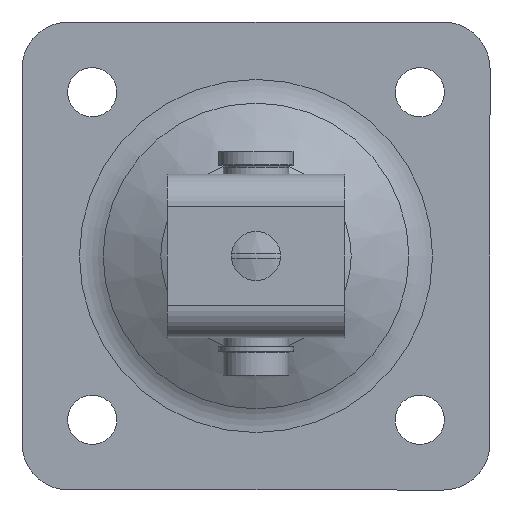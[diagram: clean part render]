
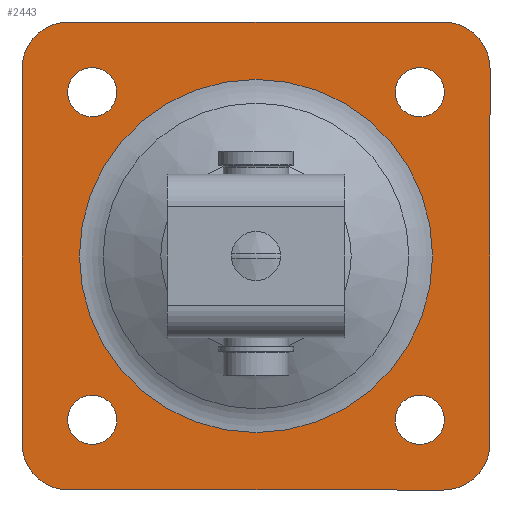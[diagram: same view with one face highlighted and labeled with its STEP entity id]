
A CAD part, front view. The second image highlights one B-rep face of the part: STEP entity #2443.
In plain terms, the highlighted face is planar.
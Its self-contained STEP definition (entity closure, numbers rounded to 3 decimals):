
#201=FACE_BOUND('',#459,.T.);
#202=FACE_BOUND('',#460,.T.);
#203=FACE_BOUND('',#461,.T.);
#204=FACE_BOUND('',#462,.T.);
#205=FACE_BOUND('',#463,.T.);
#234=PLANE('',#2804);
#299=FACE_OUTER_BOUND('',#458,.T.);
#458=EDGE_LOOP('',(#1816,#1817,#1818,#1819,#1820,#1821,#1822,#1823));
#459=EDGE_LOOP('',(#1824,#1825));
#460=EDGE_LOOP('',(#1826,#1827));
#461=EDGE_LOOP('',(#1828,#1829));
#462=EDGE_LOOP('',(#1830,#1831));
#463=EDGE_LOOP('',(#1832,#1833));
#622=LINE('',#3975,#754);
#623=LINE('',#3979,#755);
#624=LINE('',#3983,#756);
#625=LINE('',#3986,#757);
#754=VECTOR('',#3270,10.);
#755=VECTOR('',#3273,10.);
#756=VECTOR('',#3276,10.);
#757=VECTOR('',#3279,10.);
#904=CIRCLE('',#2796,37.723);
#905=CIRCLE('',#2797,37.723);
#911=CIRCLE('',#2805,10.);
#912=CIRCLE('',#2806,10.);
#913=CIRCLE('',#2807,10.);
#914=CIRCLE('',#2808,10.);
#915=CIRCLE('',#2809,5.25);
#916=CIRCLE('',#2810,5.25);
#917=CIRCLE('',#2811,5.25);
#918=CIRCLE('',#2812,5.25);
#919=CIRCLE('',#2813,5.25);
#920=CIRCLE('',#2814,5.25);
#921=CIRCLE('',#2815,5.25);
#922=CIRCLE('',#2816,5.25);
#1071=VERTEX_POINT('',#3954);
#1072=VERTEX_POINT('',#3956);
#1077=VERTEX_POINT('',#3971);
#1078=VERTEX_POINT('',#3972);
#1079=VERTEX_POINT('',#3974);
#1080=VERTEX_POINT('',#3976);
#1081=VERTEX_POINT('',#3978);
#1082=VERTEX_POINT('',#3980);
#1083=VERTEX_POINT('',#3982);
#1084=VERTEX_POINT('',#3984);
#1085=VERTEX_POINT('',#3987);
#1086=VERTEX_POINT('',#3988);
#1087=VERTEX_POINT('',#3991);
#1088=VERTEX_POINT('',#3992);
#1089=VERTEX_POINT('',#3995);
#1090=VERTEX_POINT('',#3996);
#1091=VERTEX_POINT('',#3999);
#1092=VERTEX_POINT('',#4000);
#1344=EDGE_CURVE('',#1071,#1072,#904,.T.);
#1345=EDGE_CURVE('',#1072,#1071,#905,.T.);
#1352=EDGE_CURVE('',#1077,#1078,#911,.T.);
#1353=EDGE_CURVE('',#1077,#1079,#622,.T.);
#1354=EDGE_CURVE('',#1080,#1079,#912,.T.);
#1355=EDGE_CURVE('',#1080,#1081,#623,.T.);
#1356=EDGE_CURVE('',#1082,#1081,#913,.T.);
#1357=EDGE_CURVE('',#1082,#1083,#624,.T.);
#1358=EDGE_CURVE('',#1084,#1083,#914,.T.);
#1359=EDGE_CURVE('',#1084,#1078,#625,.T.);
#1360=EDGE_CURVE('',#1085,#1086,#915,.T.);
#1361=EDGE_CURVE('',#1086,#1085,#916,.T.);
#1362=EDGE_CURVE('',#1087,#1088,#917,.T.);
#1363=EDGE_CURVE('',#1088,#1087,#918,.T.);
#1364=EDGE_CURVE('',#1089,#1090,#919,.T.);
#1365=EDGE_CURVE('',#1090,#1089,#920,.T.);
#1366=EDGE_CURVE('',#1091,#1092,#921,.T.);
#1367=EDGE_CURVE('',#1092,#1091,#922,.T.);
#1816=ORIENTED_EDGE('',*,*,#1352,.F.);
#1817=ORIENTED_EDGE('',*,*,#1353,.T.);
#1818=ORIENTED_EDGE('',*,*,#1354,.F.);
#1819=ORIENTED_EDGE('',*,*,#1355,.T.);
#1820=ORIENTED_EDGE('',*,*,#1356,.F.);
#1821=ORIENTED_EDGE('',*,*,#1357,.T.);
#1822=ORIENTED_EDGE('',*,*,#1358,.F.);
#1823=ORIENTED_EDGE('',*,*,#1359,.T.);
#1824=ORIENTED_EDGE('',*,*,#1360,.T.);
#1825=ORIENTED_EDGE('',*,*,#1361,.T.);
#1826=ORIENTED_EDGE('',*,*,#1362,.T.);
#1827=ORIENTED_EDGE('',*,*,#1363,.T.);
#1828=ORIENTED_EDGE('',*,*,#1364,.T.);
#1829=ORIENTED_EDGE('',*,*,#1365,.T.);
#1830=ORIENTED_EDGE('',*,*,#1366,.T.);
#1831=ORIENTED_EDGE('',*,*,#1367,.T.);
#1832=ORIENTED_EDGE('',*,*,#1345,.F.);
#1833=ORIENTED_EDGE('',*,*,#1344,.F.);
#2443=ADVANCED_FACE('',(#299,#201,#202,#203,#204,#205),#234,.T.);
#2796=AXIS2_PLACEMENT_3D('',#3957,#3249,#3250);
#2797=AXIS2_PLACEMENT_3D('',#3958,#3251,#3252);
#2804=AXIS2_PLACEMENT_3D('',#3970,#3266,#3267);
#2805=AXIS2_PLACEMENT_3D('',#3973,#3268,#3269);
#2806=AXIS2_PLACEMENT_3D('',#3977,#3271,#3272);
#2807=AXIS2_PLACEMENT_3D('',#3981,#3274,#3275);
#2808=AXIS2_PLACEMENT_3D('',#3985,#3277,#3278);
#2809=AXIS2_PLACEMENT_3D('',#3989,#3280,#3281);
#2810=AXIS2_PLACEMENT_3D('',#3990,#3282,#3283);
#2811=AXIS2_PLACEMENT_3D('',#3993,#3284,#3285);
#2812=AXIS2_PLACEMENT_3D('',#3994,#3286,#3287);
#2813=AXIS2_PLACEMENT_3D('',#3997,#3288,#3289);
#2814=AXIS2_PLACEMENT_3D('',#3998,#3290,#3291);
#2815=AXIS2_PLACEMENT_3D('',#4001,#3292,#3293);
#2816=AXIS2_PLACEMENT_3D('',#4002,#3294,#3295);
#3249=DIRECTION('center_axis',(0.,0.,1.));
#3250=DIRECTION('ref_axis',(0.,-1.,0.));
#3251=DIRECTION('center_axis',(0.,0.,1.));
#3252=DIRECTION('ref_axis',(0.,-1.,0.));
#3266=DIRECTION('center_axis',(0.,0.,1.));
#3267=DIRECTION('ref_axis',(1.,0.,0.));
#3268=DIRECTION('center_axis',(0.,0.,-1.));
#3269=DIRECTION('ref_axis',(0.,-1.,0.));
#3270=DIRECTION('',(0.,1.,0.));
#3271=DIRECTION('center_axis',(0.,0.,-1.));
#3272=DIRECTION('ref_axis',(0.,1.,0.));
#3273=DIRECTION('',(-1.,0.,0.));
#3274=DIRECTION('center_axis',(0.,0.,-1.));
#3275=DIRECTION('ref_axis',(0.,1.,0.));
#3276=DIRECTION('',(0.,-1.,0.));
#3277=DIRECTION('center_axis',(0.,0.,-1.));
#3278=DIRECTION('ref_axis',(0.,-1.,0.));
#3279=DIRECTION('',(1.,0.,0.));
#3280=DIRECTION('center_axis',(0.,0.,-1.));
#3281=DIRECTION('ref_axis',(1.,0.,0.));
#3282=DIRECTION('center_axis',(0.,0.,-1.));
#3283=DIRECTION('ref_axis',(1.,0.,0.));
#3284=DIRECTION('center_axis',(0.,0.,-1.));
#3285=DIRECTION('ref_axis',(1.,0.,0.));
#3286=DIRECTION('center_axis',(0.,0.,-1.));
#3287=DIRECTION('ref_axis',(1.,0.,0.));
#3288=DIRECTION('center_axis',(0.,0.,-1.));
#3289=DIRECTION('ref_axis',(1.,0.,0.));
#3290=DIRECTION('center_axis',(0.,0.,-1.));
#3291=DIRECTION('ref_axis',(1.,0.,0.));
#3292=DIRECTION('center_axis',(0.,0.,-1.));
#3293=DIRECTION('ref_axis',(1.,0.,0.));
#3294=DIRECTION('center_axis',(0.,0.,-1.));
#3295=DIRECTION('ref_axis',(1.,0.,0.));
#3954=CARTESIAN_POINT('',(37.723,0.,5.));
#3956=CARTESIAN_POINT('',(0.,37.723,5.));
#3957=CARTESIAN_POINT('Origin',(0.,0.,5.));
#3958=CARTESIAN_POINT('Origin',(0.,0.,5.));
#3970=CARTESIAN_POINT('Origin',(0.,52.855,5.));
#3971=CARTESIAN_POINT('',(50.,-40.,5.));
#3972=CARTESIAN_POINT('',(40.,-50.,5.));
#3973=CARTESIAN_POINT('Origin',(40.,-40.,5.));
#3974=CARTESIAN_POINT('',(50.,40.,5.));
#3975=CARTESIAN_POINT('',(50.,1.428,5.));
#3976=CARTESIAN_POINT('',(40.,50.,5.));
#3977=CARTESIAN_POINT('Origin',(40.,40.,5.));
#3978=CARTESIAN_POINT('',(-40.,50.,5.));
#3979=CARTESIAN_POINT('',(25.,50.,5.));
#3980=CARTESIAN_POINT('',(-50.,40.,5.));
#3981=CARTESIAN_POINT('Origin',(-40.,40.,5.));
#3982=CARTESIAN_POINT('',(-50.,-40.,5.));
#3983=CARTESIAN_POINT('',(-50.,51.428,5.));
#3984=CARTESIAN_POINT('',(-40.,-50.,5.));
#3985=CARTESIAN_POINT('Origin',(-40.,-40.,5.));
#3986=CARTESIAN_POINT('',(-25.,-50.,5.));
#3987=CARTESIAN_POINT('',(-29.75,35.,5.));
#3988=CARTESIAN_POINT('',(-40.25,35.,5.));
#3989=CARTESIAN_POINT('Origin',(-35.,35.,5.));
#3990=CARTESIAN_POINT('Origin',(-35.,35.,5.));
#3991=CARTESIAN_POINT('',(40.25,-35.,5.));
#3992=CARTESIAN_POINT('',(29.75,-35.,5.));
#3993=CARTESIAN_POINT('Origin',(35.,-35.,5.));
#3994=CARTESIAN_POINT('Origin',(35.,-35.,5.));
#3995=CARTESIAN_POINT('',(-29.75,-35.,5.));
#3996=CARTESIAN_POINT('',(-40.25,-35.,5.));
#3997=CARTESIAN_POINT('Origin',(-35.,-35.,5.));
#3998=CARTESIAN_POINT('Origin',(-35.,-35.,5.));
#3999=CARTESIAN_POINT('',(40.25,35.,5.));
#4000=CARTESIAN_POINT('',(29.75,35.,5.));
#4001=CARTESIAN_POINT('Origin',(35.,35.,5.));
#4002=CARTESIAN_POINT('Origin',(35.,35.,5.));
